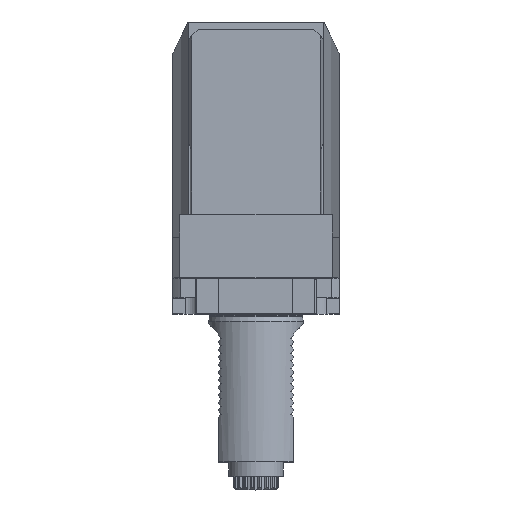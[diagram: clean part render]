
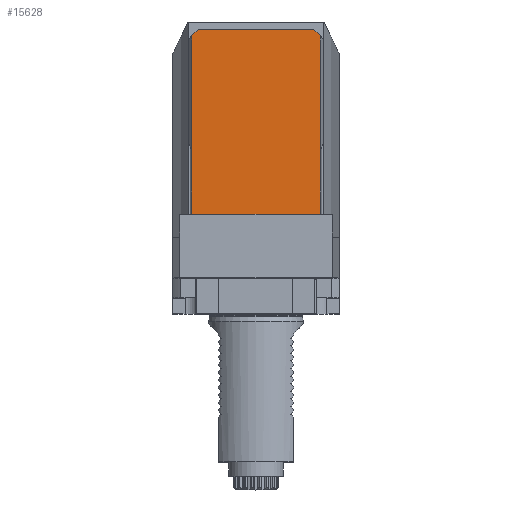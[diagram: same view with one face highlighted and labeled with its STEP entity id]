
A CAD part, top view. The second image highlights one B-rep face of the part: STEP entity #15628.
In plain terms, the highlighted planar face has unit normal (0, 0, 1).
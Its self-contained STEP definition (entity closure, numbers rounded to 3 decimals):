
#738 = ORIENTED_EDGE ( 'NONE', *, *, #14929, .F. ) ;
#913 = ORIENTED_EDGE ( 'NONE', *, *, #3803, .F. ) ;
#2442 = VECTOR ( 'NONE', #32417, 1000. ) ;
#2838 = VECTOR ( 'NONE', #17130, 1000. ) ;
#3456 = LINE ( 'NONE', #27244, #19150 ) ;
#3803 = EDGE_CURVE ( 'NONE', #5361, #5901, #20762, .T. ) ;
#4710 = VERTEX_POINT ( 'NONE', #18758 ) ;
#5332 = ORIENTED_EDGE ( 'NONE', *, *, #20348, .F. ) ;
#5361 = VERTEX_POINT ( 'NONE', #13753 ) ;
#5865 = CARTESIAN_POINT ( 'NONE',  ( -33.892, -12.5, 71.5 ) ) ;
#5901 = VERTEX_POINT ( 'NONE', #17567 ) ;
#6039 = EDGE_CURVE ( 'NONE', #14596, #4710, #31954, .T. ) ;
#6412 = CARTESIAN_POINT ( 'NONE',  ( 33.892, -12.5, 71.5 ) ) ;
#6556 = CARTESIAN_POINT ( 'NONE',  ( 33.892, -23.787, 71.5 ) ) ;
#6714 = VERTEX_POINT ( 'NONE', #6556 ) ;
#7323 = CARTESIAN_POINT ( 'NONE',  ( -33.892, 36.608, 71.5 ) ) ;
#8436 = EDGE_CURVE ( 'NONE', #22451, #14596, #30535, .T. ) ;
#8558 = CARTESIAN_POINT ( 'NONE',  ( -30.5, 40., 71.5 ) ) ;
#10885 = DIRECTION ( 'NONE',  ( 0.707, 0.707, 0. ) ) ;
#11608 = VECTOR ( 'NONE', #29825, 1000. ) ;
#11878 = CARTESIAN_POINT ( 'NONE',  ( -33.892, -23.787, 71.5 ) ) ;
#11915 = DIRECTION ( 'NONE',  ( 0., 1., 0. ) ) ;
#11991 = ORIENTED_EDGE ( 'NONE', *, *, #23225, .T. ) ;
#12536 = VECTOR ( 'NONE', #32003, 1000. ) ;
#12563 = FACE_OUTER_BOUND ( 'NONE', #14899, .T. ) ;
#13539 = DIRECTION ( 'NONE',  ( 0., 0., -1. ) ) ;
#13753 = CARTESIAN_POINT ( 'NONE',  ( 33.892, -57.5, 71.5 ) ) ;
#13879 = CARTESIAN_POINT ( 'NONE',  ( 0., 57., 71.5 ) ) ;
#14243 = VECTOR ( 'NONE', #27164, 1000. ) ;
#14596 = VERTEX_POINT ( 'NONE', #23674 ) ;
#14899 = EDGE_LOOP ( 'NONE', ( #11991, #16070, #913, #5332, #33621, #31059, #32874, #738 ) ) ;
#14929 = EDGE_CURVE ( 'NONE', #20781, #22451, #3456, .T. ) ;
#15628 = ADVANCED_FACE ( 'Defeature completata1_49', ( #12563 ), #29926, .F. ) ;
#15917 = EDGE_CURVE ( 'NONE', #6714, #4710, #22432, .T. ) ;
#16070 = ORIENTED_EDGE ( 'NONE', *, *, #34640, .T. ) ;
#17130 = DIRECTION ( 'NONE',  ( 0., -1., 0. ) ) ;
#17567 = CARTESIAN_POINT ( 'NONE',  ( -33.892, -57.5, 71.5 ) ) ;
#18758 = CARTESIAN_POINT ( 'NONE',  ( 33.892, 36.608, 71.5 ) ) ;
#19150 = VECTOR ( 'NONE', #10885, 1000. ) ;
#19385 = VERTEX_POINT ( 'NONE', #11878 ) ;
#19774 = LINE ( 'NONE', #6412, #2838 ) ;
#20348 = EDGE_CURVE ( 'NONE', #6714, #5361, #19774, .T. ) ;
#20378 = VECTOR ( 'NONE', #11915, 1000. ) ;
#20489 = CARTESIAN_POINT ( 'NONE',  ( 33.892, 35., 71.5 ) ) ;
#20762 = LINE ( 'NONE', #26385, #12536 ) ;
#20781 = VERTEX_POINT ( 'NONE', #7323 ) ;
#21718 = CARTESIAN_POINT ( 'NONE',  ( 35.5, 35., 71.5 ) ) ;
#22432 = LINE ( 'NONE', #20489, #20378 ) ;
#22451 = VERTEX_POINT ( 'NONE', #29183 ) ;
#23225 = EDGE_CURVE ( 'NONE', #20781, #19385, #30128, .T. ) ;
#23674 = CARTESIAN_POINT ( 'NONE',  ( 30.5, 40., 71.5 ) ) ;
#24290 = DIRECTION ( 'NONE',  ( 0., -1., 0. ) ) ;
#24566 = DIRECTION ( 'NONE',  ( 0.707, -0.707, 0. ) ) ;
#25377 = AXIS2_PLACEMENT_3D ( 'NONE', #13879, #13539, #24290 ) ;
#25638 = VECTOR ( 'NONE', #24566, 1000. ) ;
#26385 = CARTESIAN_POINT ( 'NONE',  ( 33.892, -57.5, 71.5 ) ) ;
#27164 = DIRECTION ( 'NONE',  ( 0., -1., 0. ) ) ;
#27244 = CARTESIAN_POINT ( 'NONE',  ( -30.5, 40., 71.5 ) ) ;
#27490 = CARTESIAN_POINT ( 'NONE',  ( -33.892, -20., 71.5 ) ) ;
#29183 = CARTESIAN_POINT ( 'NONE',  ( -30.5, 40., 71.5 ) ) ;
#29825 = DIRECTION ( 'NONE',  ( 1., 0., 0. ) ) ;
#29926 = PLANE ( 'NONE',  #25377 ) ;
#29978 = LINE ( 'NONE', #5865, #14243 ) ;
#30128 = LINE ( 'NONE', #27490, #2442 ) ;
#30535 = LINE ( 'NONE', #8558, #11608 ) ;
#31059 = ORIENTED_EDGE ( 'NONE', *, *, #6039, .F. ) ;
#31954 = LINE ( 'NONE', #21718, #25638 ) ;
#32003 = DIRECTION ( 'NONE',  ( -1., 0., 0. ) ) ;
#32417 = DIRECTION ( 'NONE',  ( 0., -1., 0. ) ) ;
#32874 = ORIENTED_EDGE ( 'NONE', *, *, #8436, .F. ) ;
#33621 = ORIENTED_EDGE ( 'NONE', *, *, #15917, .T. ) ;
#34640 = EDGE_CURVE ( 'NONE', #19385, #5901, #29978, .T. ) ;
